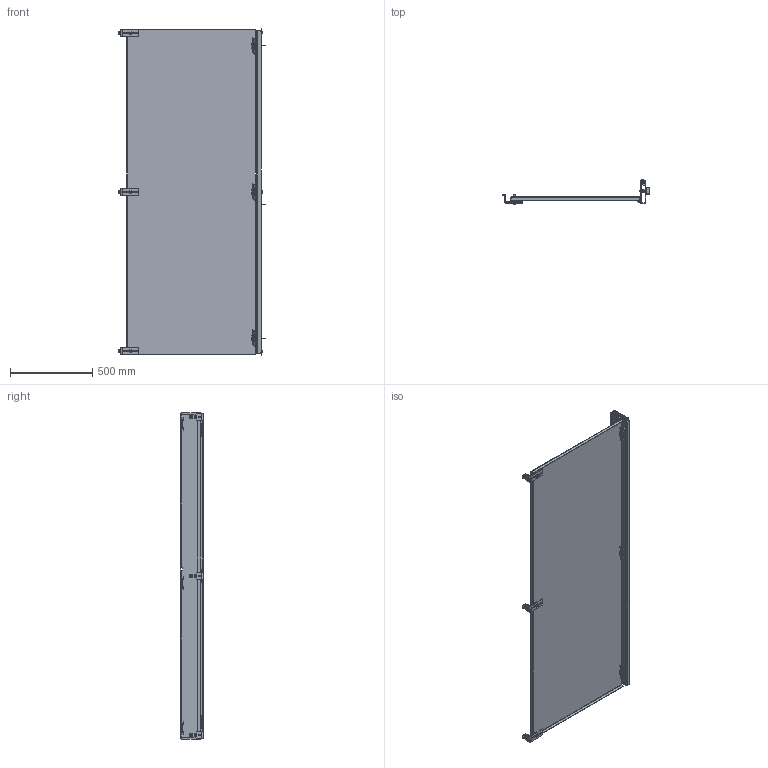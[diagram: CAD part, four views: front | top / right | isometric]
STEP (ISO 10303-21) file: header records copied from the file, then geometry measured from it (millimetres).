
FILE_DESCRIPTION (( 'STEP AP214' ), '1' );
FILE_NAME ('SCE-90SP36F3.STEP', '2022-07-20T14:52:09', ( '' ), ( '' ), 'SwSTEP 2.0', 'SolidWorks 2021', '' );
FILE_SCHEMA (( 'AUTOMOTIVE_DESIGN' ));
Length unit declared in the file: inch
Products named in the file (1): SCE-90SP36F3
Bounding box: 897.53 x 144.28 x 1984.21 mm (x, y, z)
Volume: 5564115.6 mm3; surface area: 4194190.7 mm2
Topology: 50 solids, 50 shells, 2520 faces, 6580 edges, 4136 vertices
Faces by surface type: plane 1192, cylinder 988, bspline 158, cone 150, torus 27, sphere 5
Full cylindrical faces by diameter (mm): 3.962 x3, 5.537 x6, 9.525 x3
Entity records: 96787 total; most frequent: CARTESIAN_POINT 34462, ORIENTED_EDGE 13032, DIRECTION 12669, EDGE_CURVE 6516, AXIS2_PLACEMENT_3D 4468, VERTEX_POINT 4136, VECTOR 3733, LINE 3733
